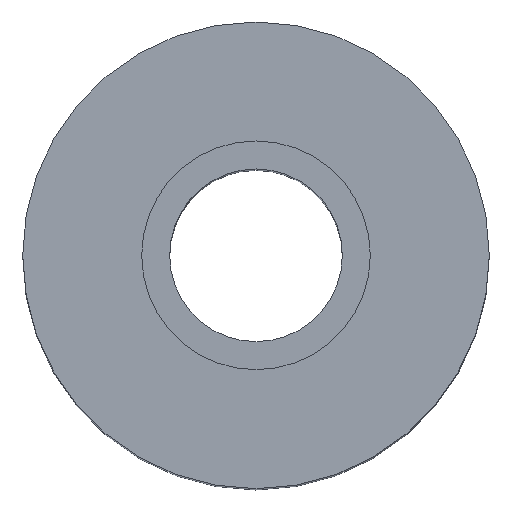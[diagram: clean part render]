
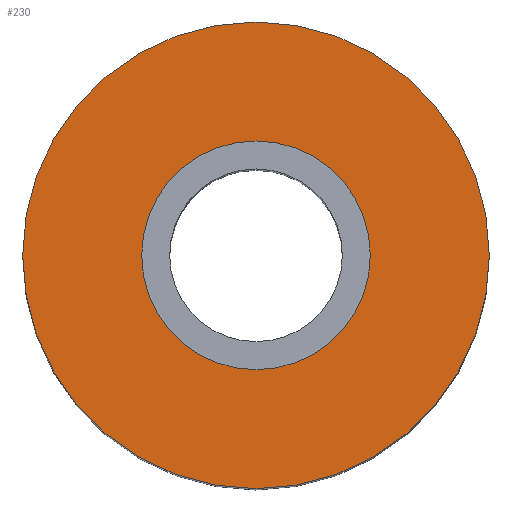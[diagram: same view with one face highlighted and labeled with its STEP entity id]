
A CAD part, top view. The second image highlights one B-rep face of the part: STEP entity #230.
In plain terms, the highlighted planar face has unit normal (0, 0, 1).
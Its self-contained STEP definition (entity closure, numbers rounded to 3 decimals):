
#1 = FACE_OUTER_BOUND ( 'NONE', #76, .T. ) ;
#5 = DIRECTION ( 'NONE',  ( 0., 0., -1. ) ) ;
#21 = AXIS2_PLACEMENT_3D ( 'NONE', #359, #240, #329 ) ;
#22 = CARTESIAN_POINT ( 'NONE',  ( 25., 0., 40. ) ) ;
#25 = AXIS2_PLACEMENT_3D ( 'NONE', #238, #347, #209 ) ;
#34 = CARTESIAN_POINT ( 'NONE',  ( 0., 0., 40. ) ) ;
#35 = AXIS2_PLACEMENT_3D ( 'NONE', #34, #182, #41 ) ;
#36 = ORIENTED_EDGE ( 'NONE', *, *, #262, .F. ) ;
#41 = DIRECTION ( 'NONE',  ( 1., 0., 0. ) ) ;
#64 = CARTESIAN_POINT ( 'NONE',  ( -12.25, 0., 40. ) ) ;
#66 = VERTEX_POINT ( 'NONE', #22 ) ;
#71 = ORIENTED_EDGE ( 'NONE', *, *, #169, .T. ) ;
#76 = EDGE_LOOP ( 'NONE', ( #216, #71 ) ) ;
#91 = CARTESIAN_POINT ( 'NONE',  ( 0., 0., 40. ) ) ;
#118 = CARTESIAN_POINT ( 'NONE',  ( 0., 25., 40. ) ) ;
#146 = CIRCLE ( 'NONE', #25, 25. ) ;
#169 = EDGE_CURVE ( 'NONE', #199, #66, #146, .T. ) ;
#182 = DIRECTION ( 'NONE',  ( 0., 0., 1. ) ) ;
#199 = VERTEX_POINT ( 'NONE', #287 ) ;
#205 = DIRECTION ( 'NONE',  ( 1., 0., 0. ) ) ;
#209 = DIRECTION ( 'NONE',  ( 1., 0., 0. ) ) ;
#216 = ORIENTED_EDGE ( 'NONE', *, *, #314, .T. ) ;
#230 = ADVANCED_FACE ( 'NONE', ( #345, #1 ), #351, .F. ) ;
#236 = DIRECTION ( 'NONE',  ( -1., 0., 0. ) ) ;
#238 = CARTESIAN_POINT ( 'NONE',  ( 0., 0., 40. ) ) ;
#240 = DIRECTION ( 'NONE',  ( 0., 0., 1. ) ) ;
#244 = EDGE_LOOP ( 'NONE', ( #270, #36 ) ) ;
#249 = AXIS2_PLACEMENT_3D ( 'NONE', #91, #320, #205 ) ;
#260 = EDGE_CURVE ( 'NONE', #327, #267, #373, .T. ) ;
#261 = CIRCLE ( 'NONE', #21, 25. ) ;
#262 = EDGE_CURVE ( 'NONE', #267, #327, #285, .T. ) ;
#267 = VERTEX_POINT ( 'NONE', #64 ) ;
#270 = ORIENTED_EDGE ( 'NONE', *, *, #260, .F. ) ;
#285 = CIRCLE ( 'NONE', #249, 12.25 ) ;
#287 = CARTESIAN_POINT ( 'NONE',  ( -25., 0., 40. ) ) ;
#314 = EDGE_CURVE ( 'NONE', #66, #199, #261, .T. ) ;
#320 = DIRECTION ( 'NONE',  ( 0., 0., 1. ) ) ;
#325 = AXIS2_PLACEMENT_3D ( 'NONE', #118, #5, #236 ) ;
#327 = VERTEX_POINT ( 'NONE', #356 ) ;
#329 = DIRECTION ( 'NONE',  ( 1., 0., 0. ) ) ;
#345 = FACE_BOUND ( 'NONE', #244, .T. ) ;
#347 = DIRECTION ( 'NONE',  ( 0., 0., 1. ) ) ;
#351 = PLANE ( 'NONE',  #325 ) ;
#356 = CARTESIAN_POINT ( 'NONE',  ( 12.25, 0., 40. ) ) ;
#359 = CARTESIAN_POINT ( 'NONE',  ( 0., 0., 40. ) ) ;
#373 = CIRCLE ( 'NONE', #35, 12.25 ) ;
